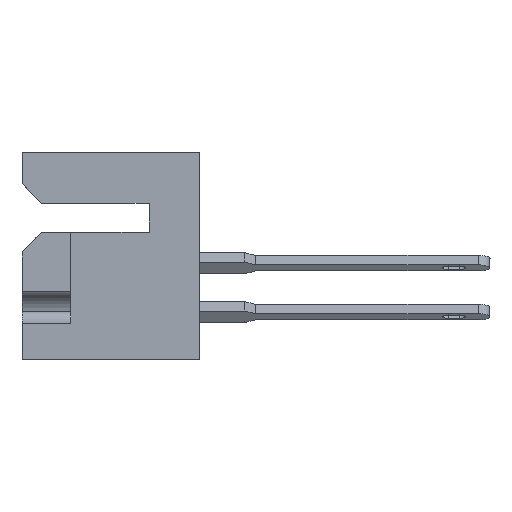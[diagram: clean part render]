
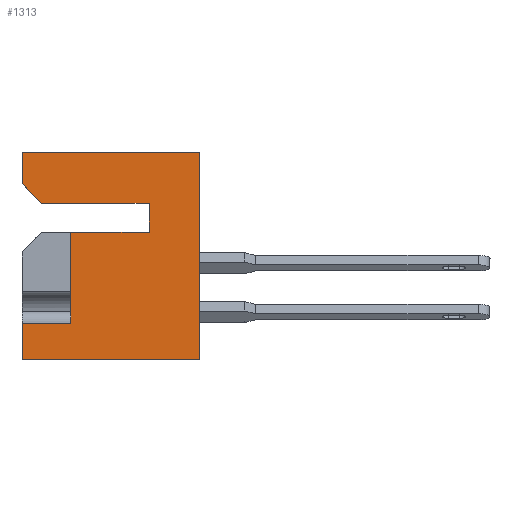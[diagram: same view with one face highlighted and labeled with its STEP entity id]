
A CAD part, left-side view. The second image highlights one B-rep face of the part: STEP entity #1313.
In plain terms, the highlighted planar face has unit normal (-1, 0, 0).
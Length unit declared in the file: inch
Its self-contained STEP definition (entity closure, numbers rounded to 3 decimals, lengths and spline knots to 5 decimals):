
#118 = VECTOR ( 'NONE', #5586, 39.37008 ) ;
#143 = FACE_OUTER_BOUND ( 'NONE', #4888, .T. ) ;
#199 = LINE ( 'NONE', #2683, #11426 ) ;
#244 = VERTEX_POINT ( 'NONE', #13480 ) ;
#398 = PLANE ( 'NONE',  #18864 ) ;
#689 = CARTESIAN_POINT ( 'NONE',  ( 0., 0.453, 0. ) ) ;
#741 = EDGE_CURVE ( 'NONE', #8799, #2568, #15023, .T. ) ;
#839 = ORIENTED_EDGE ( 'NONE', *, *, #10089, .F. ) ;
#843 = CARTESIAN_POINT ( 'NONE',  ( 0., 0.453, 0. ) ) ;
#1313 = ADVANCED_FACE ( 'NONE', ( #143 ), #398, .F. ) ;
#1624 = CARTESIAN_POINT ( 'NONE',  ( 0., 0.128, -0.205 ) ) ;
#1731 = LINE ( 'NONE', #689, #1966 ) ;
#1827 = DIRECTION ( 'NONE',  ( 0., 0., -1. ) ) ;
#1966 = VECTOR ( 'NONE', #3721, 39.37008 ) ;
#2139 = CARTESIAN_POINT ( 'NONE',  ( 0., 0., -0.531 ) ) ;
#2331 = CARTESIAN_POINT ( 'NONE',  ( 0., 0.403, -0.131 ) ) ;
#2515 = EDGE_CURVE ( 'NONE', #9855, #12115, #3711, .T. ) ;
#2568 = VERTEX_POINT ( 'NONE', #2331 ) ;
#2683 = CARTESIAN_POINT ( 'NONE',  ( 0., 0.128, -0.131 ) ) ;
#2829 = CARTESIAN_POINT ( 'NONE',  ( 0., 0.128, -0.205 ) ) ;
#2861 = VECTOR ( 'NONE', #3572, 39.37008 ) ;
#3203 = VECTOR ( 'NONE', #14364, 39.37008 ) ;
#3302 = EDGE_CURVE ( 'NONE', #8851, #12115, #18329, .T. ) ;
#3572 = DIRECTION ( 'NONE',  ( 0., 1., 0. ) ) ;
#3711 = LINE ( 'NONE', #13347, #15166 ) ;
#3721 = DIRECTION ( 'NONE',  ( 0., 0., 1. ) ) ;
#4064 = VECTOR ( 'NONE', #13545, 39.37008 ) ;
#4454 = CARTESIAN_POINT ( 'NONE',  ( 0., 0., 0. ) ) ;
#4561 = ORIENTED_EDGE ( 'NONE', *, *, #7854, .F. ) ;
#4636 = DIRECTION ( 'NONE',  ( 0., -0.707, -0.707 ) ) ;
#4663 = VERTEX_POINT ( 'NONE', #10726 ) ;
#4770 = CARTESIAN_POINT ( 'NONE',  ( 0., 0.403, -0.131 ) ) ;
#4888 = EDGE_LOOP ( 'NONE', ( #17831, #5763, #20033, #16903, #18655, #4561, #11511, #839, #11836, #15458, #17483 ) ) ;
#5240 = CARTESIAN_POINT ( 'NONE',  ( 0., 0., 0. ) ) ;
#5448 = LINE ( 'NONE', #843, #118 ) ;
#5586 = DIRECTION ( 'NONE',  ( 0., 0., 1. ) ) ;
#5592 = LINE ( 'NONE', #8303, #12884 ) ;
#5630 = EDGE_CURVE ( 'NONE', #13735, #4663, #5448, .T. ) ;
#5763 = ORIENTED_EDGE ( 'NONE', *, *, #5630, .F. ) ;
#6188 = DIRECTION ( 'NONE',  ( 0., 1., 0. ) ) ;
#6807 = VECTOR ( 'NONE', #7586, 39.37008 ) ;
#6981 = CARTESIAN_POINT ( 'NONE',  ( 0., 0.328, -0.205 ) ) ;
#7069 = VERTEX_POINT ( 'NONE', #19577 ) ;
#7586 = DIRECTION ( 'NONE',  ( 0., 0., 1. ) ) ;
#7854 = EDGE_CURVE ( 'NONE', #8799, #244, #1731, .T. ) ;
#7981 = EDGE_CURVE ( 'NONE', #13735, #16881, #5592, .T. ) ;
#8243 = EDGE_CURVE ( 'NONE', #9855, #4663, #8750, .T. ) ;
#8303 = CARTESIAN_POINT ( 'NONE',  ( 0., 0.453, -0.531 ) ) ;
#8549 = VERTEX_POINT ( 'NONE', #5240 ) ;
#8750 = LINE ( 'NONE', #12415, #12148 ) ;
#8799 = VERTEX_POINT ( 'NONE', #20095 ) ;
#8851 = VERTEX_POINT ( 'NONE', #2829 ) ;
#9210 = EDGE_CURVE ( 'NONE', #8851, #7069, #199, .T. ) ;
#9414 = VECTOR ( 'NONE', #4636, 39.37008 ) ;
#9855 = VERTEX_POINT ( 'NONE', #11125 ) ;
#10089 = EDGE_CURVE ( 'NONE', #7069, #2568, #19661, .T. ) ;
#10726 = CARTESIAN_POINT ( 'NONE',  ( 0., 0.453, -0.437 ) ) ;
#10925 = LINE ( 'NONE', #4454, #6807 ) ;
#11125 = CARTESIAN_POINT ( 'NONE',  ( 0., 0.328, -0.437 ) ) ;
#11261 = CARTESIAN_POINT ( 'NONE',  ( 0., 0.453, 0. ) ) ;
#11426 = VECTOR ( 'NONE', #12034, 39.37008 ) ;
#11511 = ORIENTED_EDGE ( 'NONE', *, *, #741, .T. ) ;
#11836 = ORIENTED_EDGE ( 'NONE', *, *, #9210, .F. ) ;
#11958 = CARTESIAN_POINT ( 'NONE',  ( 0., 0.453, 0. ) ) ;
#12034 = DIRECTION ( 'NONE',  ( 0., 0., 1. ) ) ;
#12115 = VERTEX_POINT ( 'NONE', #6981 ) ;
#12148 = VECTOR ( 'NONE', #6188, 39.37008 ) ;
#12415 = CARTESIAN_POINT ( 'NONE',  ( 0., 0.328, -0.437 ) ) ;
#12672 = EDGE_CURVE ( 'NONE', #16881, #8549, #10925, .T. ) ;
#12884 = VECTOR ( 'NONE', #17571, 39.37008 ) ;
#13347 = CARTESIAN_POINT ( 'NONE',  ( 0., 0.328, -0.205 ) ) ;
#13480 = CARTESIAN_POINT ( 'NONE',  ( 0., 0.453, 0. ) ) ;
#13545 = DIRECTION ( 'NONE',  ( 0., -1., 0. ) ) ;
#13735 = VERTEX_POINT ( 'NONE', #19513 ) ;
#13770 = EDGE_CURVE ( 'NONE', #244, #8549, #17458, .T. ) ;
#14364 = DIRECTION ( 'NONE',  ( 0., 1., 0. ) ) ;
#15023 = LINE ( 'NONE', #4770, #9414 ) ;
#15166 = VECTOR ( 'NONE', #17968, 39.37008 ) ;
#15458 = ORIENTED_EDGE ( 'NONE', *, *, #3302, .T. ) ;
#16163 = CARTESIAN_POINT ( 'NONE',  ( 0., 0.128, -0.131 ) ) ;
#16881 = VERTEX_POINT ( 'NONE', #2139 ) ;
#16903 = ORIENTED_EDGE ( 'NONE', *, *, #12672, .T. ) ;
#17458 = LINE ( 'NONE', #11958, #4064 ) ;
#17483 = ORIENTED_EDGE ( 'NONE', *, *, #2515, .F. ) ;
#17571 = DIRECTION ( 'NONE',  ( 0., -1., 0. ) ) ;
#17831 = ORIENTED_EDGE ( 'NONE', *, *, #8243, .T. ) ;
#17968 = DIRECTION ( 'NONE',  ( 0., 0., 1. ) ) ;
#18329 = LINE ( 'NONE', #1624, #3203 ) ;
#18655 = ORIENTED_EDGE ( 'NONE', *, *, #13770, .F. ) ;
#18768 = DIRECTION ( 'NONE',  ( 1., 0., 0. ) ) ;
#18864 = AXIS2_PLACEMENT_3D ( 'NONE', #11261, #18768, #1827 ) ;
#19513 = CARTESIAN_POINT ( 'NONE',  ( 0., 0.453, -0.531 ) ) ;
#19577 = CARTESIAN_POINT ( 'NONE',  ( 0., 0.128, -0.131 ) ) ;
#19661 = LINE ( 'NONE', #16163, #2861 ) ;
#20033 = ORIENTED_EDGE ( 'NONE', *, *, #7981, .T. ) ;
#20095 = CARTESIAN_POINT ( 'NONE',  ( 0., 0.453, -0.081 ) ) ;
